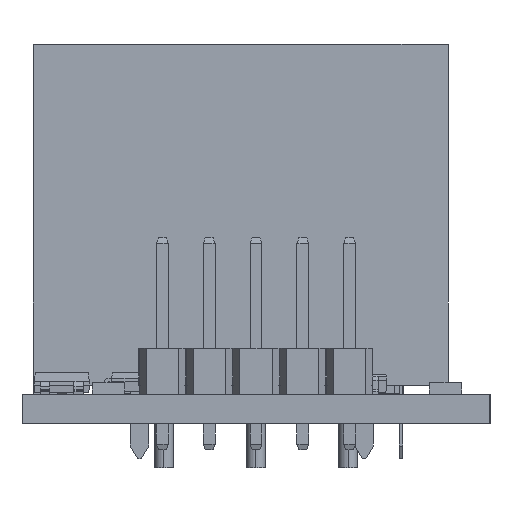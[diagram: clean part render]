
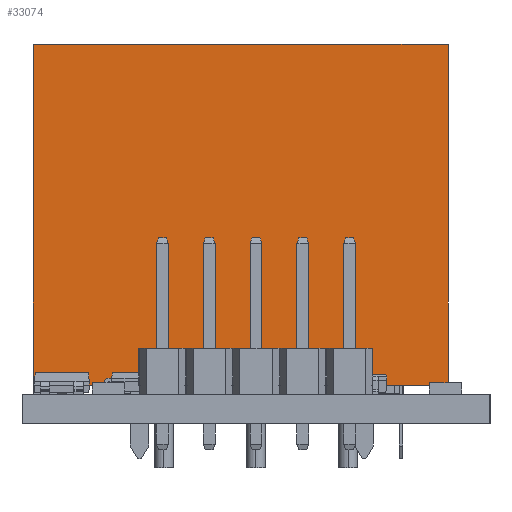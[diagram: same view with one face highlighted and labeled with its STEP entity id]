
A CAD part, left-side view. The second image highlights one B-rep face of the part: STEP entity #33074.
In plain terms, the highlighted planar face has unit normal (-1, 0, 0).
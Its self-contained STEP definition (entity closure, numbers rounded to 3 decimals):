
#117 = ORIENTED_EDGE ( 'NONE', *, *, #11470, .T. ) ;
#3255 = DIRECTION ( 'NONE',  ( 0., 1., 0. ) ) ;
#3562 = LINE ( 'NONE', #7102, #12637 ) ;
#3598 = CARTESIAN_POINT ( 'NONE',  ( 10.292, 24.776, 20.575 ) ) ;
#3859 = VECTOR ( 'NONE', #36410, 1000. ) ;
#4109 = ORIENTED_EDGE ( 'NONE', *, *, #28345, .F. ) ;
#7102 = CARTESIAN_POINT ( 'NONE',  ( 10.292, 24.776, 20.575 ) ) ;
#9071 = CARTESIAN_POINT ( 'NONE',  ( 10.292, 24.776, 20.575 ) ) ;
#10188 = ORIENTED_EDGE ( 'NONE', *, *, #18653, .F. ) ;
#11041 = DIRECTION ( 'NONE',  ( 1., 0., 0. ) ) ;
#11470 = EDGE_CURVE ( 'NONE', #45950, #60299, #48222, .T. ) ;
#12637 = VECTOR ( 'NONE', #16174, 1000. ) ;
#13200 = EDGE_LOOP ( 'NONE', ( #54966, #10188, #4109, #117 ) ) ;
#14785 = CARTESIAN_POINT ( 'NONE',  ( 10.292, 24.776, 2.075 ) ) ;
#16174 = DIRECTION ( 'NONE',  ( 0., -1., 0. ) ) ;
#16189 = LINE ( 'NONE', #18463, #32191 ) ;
#17404 = CARTESIAN_POINT ( 'NONE',  ( 10.292, 2.276, 20.575 ) ) ;
#18196 = FACE_OUTER_BOUND ( 'NONE', #13200, .T. ) ;
#18463 = CARTESIAN_POINT ( 'NONE',  ( 10.292, 2.276, 2.075 ) ) ;
#18653 = EDGE_CURVE ( 'NONE', #36396, #33583, #56136, .T. ) ;
#28345 = EDGE_CURVE ( 'NONE', #45950, #36396, #3562, .T. ) ;
#29271 = CARTESIAN_POINT ( 'NONE',  ( 10.292, 2.276, 2.075 ) ) ;
#31548 = VECTOR ( 'NONE', #47646, 1000. ) ;
#31814 = EDGE_CURVE ( 'NONE', #33583, #60299, #16189, .T. ) ;
#32191 = VECTOR ( 'NONE', #3255, 1000. ) ;
#33074 = ADVANCED_FACE ( 'NONE', ( #18196 ), #58342, .F. ) ;
#33583 = VERTEX_POINT ( 'NONE', #29271 ) ;
#36396 = VERTEX_POINT ( 'NONE', #17404 ) ;
#36410 = DIRECTION ( 'NONE',  ( 0., 0., -1. ) ) ;
#45084 = AXIS2_PLACEMENT_3D ( 'NONE', #49827, #11041, #49630 ) ;
#45950 = VERTEX_POINT ( 'NONE', #9071 ) ;
#47646 = DIRECTION ( 'NONE',  ( 0., 0., -1. ) ) ;
#48222 = LINE ( 'NONE', #3598, #31548 ) ;
#49630 = DIRECTION ( 'NONE',  ( 0., 0., -1. ) ) ;
#49827 = CARTESIAN_POINT ( 'NONE',  ( 10.292, 24.776, 20.575 ) ) ;
#54966 = ORIENTED_EDGE ( 'NONE', *, *, #31814, .F. ) ;
#56136 = LINE ( 'NONE', #59477, #3859 ) ;
#58342 = PLANE ( 'NONE',  #45084 ) ;
#59477 = CARTESIAN_POINT ( 'NONE',  ( 10.292, 2.276, 20.575 ) ) ;
#60299 = VERTEX_POINT ( 'NONE', #14785 ) ;
